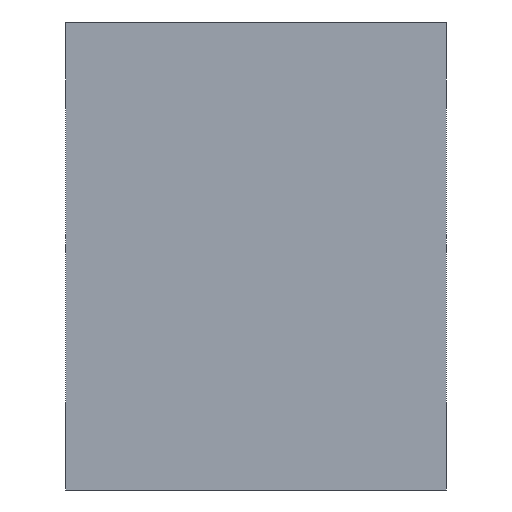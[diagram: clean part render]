
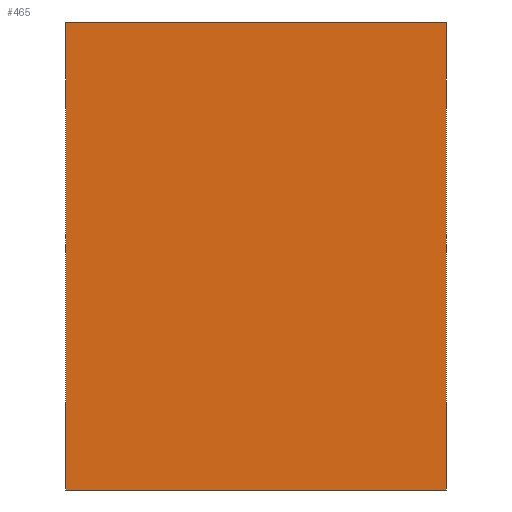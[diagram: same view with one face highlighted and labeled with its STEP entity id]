
A CAD part, left-side view. The second image highlights one B-rep face of the part: STEP entity #465.
In plain terms, the highlighted planar face has unit normal (-1, 0, 0).
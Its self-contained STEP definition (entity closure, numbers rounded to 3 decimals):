
#41=PLANE('',#517);
#69=FACE_OUTER_BOUND('',#99,.T.);
#99=EDGE_LOOP('',(#409,#410,#411,#412));
#141=LINE('',#741,#193);
#145=LINE('',#749,#197);
#148=LINE('',#755,#200);
#151=LINE('',#760,#203);
#193=VECTOR('',#607,10.);
#197=VECTOR('',#613,10.);
#200=VECTOR('',#618,10.);
#203=VECTOR('',#623,10.);
#245=VERTEX_POINT('',#739);
#246=VERTEX_POINT('',#740);
#249=VERTEX_POINT('',#748);
#251=VERTEX_POINT('',#754);
#297=EDGE_CURVE('',#245,#246,#141,.T.);
#301=EDGE_CURVE('',#249,#246,#145,.T.);
#304=EDGE_CURVE('',#251,#249,#148,.T.);
#307=EDGE_CURVE('',#251,#245,#151,.T.);
#409=ORIENTED_EDGE('',*,*,#307,.T.);
#410=ORIENTED_EDGE('',*,*,#297,.T.);
#411=ORIENTED_EDGE('',*,*,#301,.F.);
#412=ORIENTED_EDGE('',*,*,#304,.F.);
#465=ADVANCED_FACE('',(#69),#41,.T.);
#517=AXIS2_PLACEMENT_3D('',#762,#625,#626);
#607=DIRECTION('',(0.,1.,0.));
#613=DIRECTION('',(0.,0.,1.));
#618=DIRECTION('',(0.,1.,0.));
#623=DIRECTION('',(0.,0.,1.));
#625=DIRECTION('center_axis',(-1.,0.,0.));
#626=DIRECTION('ref_axis',(0.,0.,1.));
#739=CARTESIAN_POINT('',(-1.6,0.,0.8));
#740=CARTESIAN_POINT('',(-1.6,1.3,0.8));
#741=CARTESIAN_POINT('',(-1.6,0.,0.8));
#748=CARTESIAN_POINT('',(-1.6,1.3,-0.8));
#749=CARTESIAN_POINT('',(-1.6,1.3,-0.8));
#754=CARTESIAN_POINT('',(-1.6,0.,-0.8));
#755=CARTESIAN_POINT('',(-1.6,0.,-0.8));
#760=CARTESIAN_POINT('',(-1.6,0.,-0.8));
#762=CARTESIAN_POINT('Origin',(-1.6,0.,-0.8));
